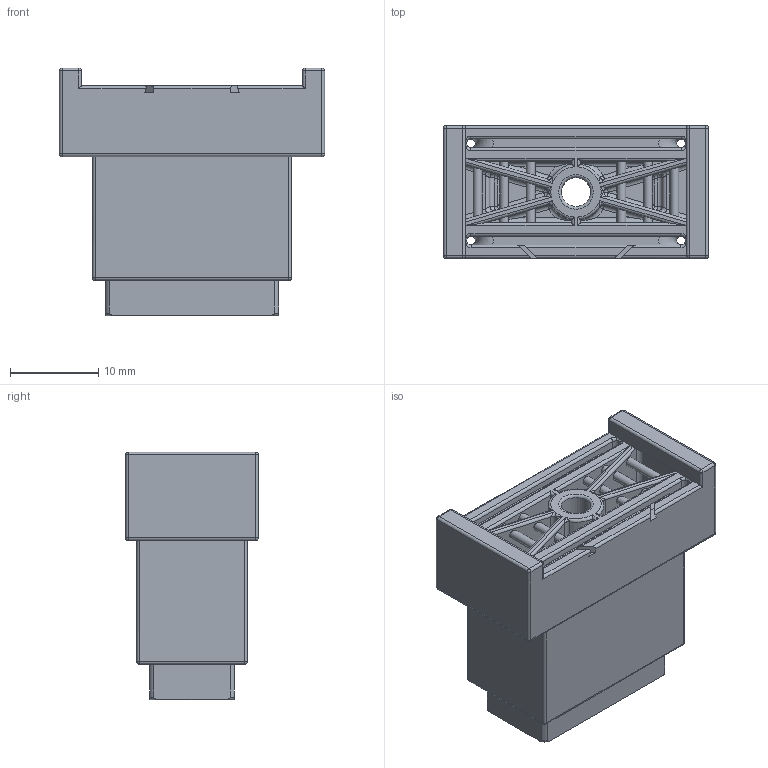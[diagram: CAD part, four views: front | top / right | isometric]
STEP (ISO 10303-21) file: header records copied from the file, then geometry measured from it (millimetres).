
FILE_DESCRIPTION(/* description */ ('STEP AP203'),/* implementation_level */ '2;1');
FILE_NAME(/* name */ '10x20mm_Cuvette_Top_V5_Sascha.stp',/* time_stamp */ '2021-03-26T17:33:07+01:00',/* author */ ('Voigt'),/* organization */ (''),/* preprocessor_version */ 'ST-DEVELOPER v17',/* originating_system */ 'Autodesk Inventor 2019',/* authorisation */ '');
FILE_SCHEMA (('AUTOMOTIVE_DESIGN { 1 0 10303 214 3 1 1 }'));
Length unit declared in the file: millimetre
Products named in the file (1): 10x20mm_Cuvette_Top_V5_Sascha
Bounding box: 30 x 15 x 28 mm (x, y, z)
Volume: 5052.1 mm3; surface area: 6734.9 mm2
Topology: 1 solids, 1 shells, 349 faces, 932 edges, 543 vertices
Faces by surface type: cylinder 145, plane 102, torus 38, sphere 36, bspline 28
Full cylindrical faces by diameter (mm): 1 x18, 3.3 x1
Entity records: 13037 total; most frequent: CARTESIAN_POINT 4505, DIRECTION 1820, ORIENTED_EDGE 1784, EDGE_CURVE 892, AXIS2_PLACEMENT_3D 698, VERTEX_POINT 543, LINE 424, VECTOR 424
